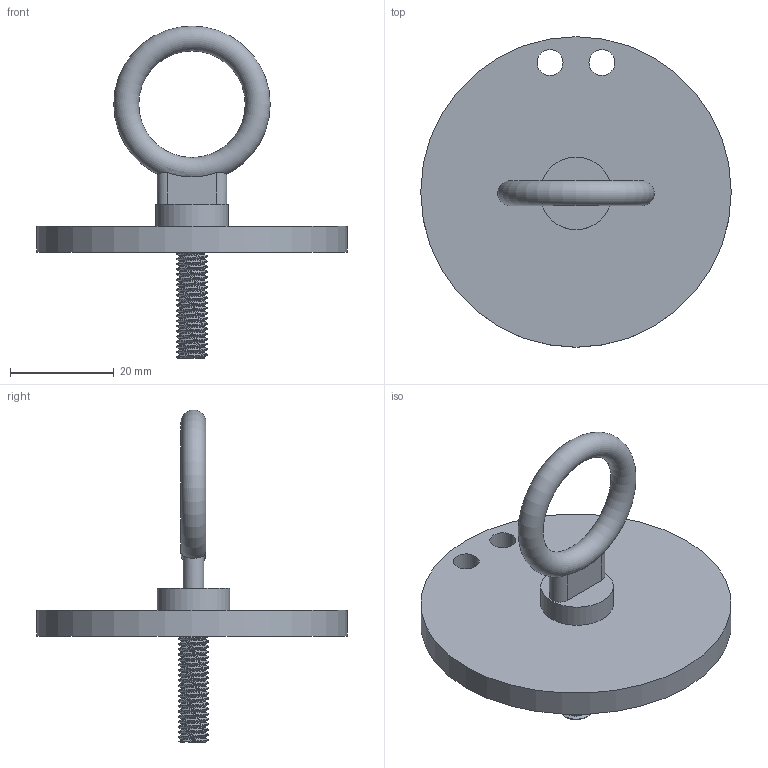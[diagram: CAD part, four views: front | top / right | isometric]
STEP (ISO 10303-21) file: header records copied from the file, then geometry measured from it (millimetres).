
FILE_DESCRIPTION(/* description */ (''),/* implementation_level */ '2;1');
FILE_NAME(/* name */ 'Forward Bulk Head.step',/* time_stamp */ '2025-11-14T17:29:10-08:00',/* author */ (''),/* organization */ (''),/* preprocessor_version */ 'ST-DEVELOPER v20.1',/* originating_system */ 'Autodesk Translation Framework v14.17.0.0',/* authorisation */ '');
FILE_SCHEMA (('AUTOMOTIVE_DESIGN { 1 0 10303 214 3 1 1 }'));
Length unit declared in the file: millimetre
Products named in the file (2): Forward Bulk Head; Eyebolt (3014T45)
Assembly tree (1 placements, depth 2):
  Forward Bulk Head
    Eyebolt (3014T45)
Bounding box: 60 x 60 x 64.15 mm (x, y, z)
Volume: 16776.4 mm3; surface area: 9193.9 mm2
Topology: 2 solids, 2 shells, 71 faces, 199 edges, 133 vertices
Faces by surface type: cylinder 61, plane 7, bspline 2, torus 1
Full cylindrical faces by diameter (mm): 4.744 x10, 5 x2, 5.035 x1, 5.884 x17, 14 x1, 60 x1
Entity records: 5436 total; most frequent: CARTESIAN_POINT 3734, ORIENTED_EDGE 398, DIRECTION 248, EDGE_CURVE 199, VERTEX_POINT 133, B_SPLINE_CURVE_WITH_KNOTS 116, AXIS2_PLACEMENT_3D 93, EDGE_LOOP 80
